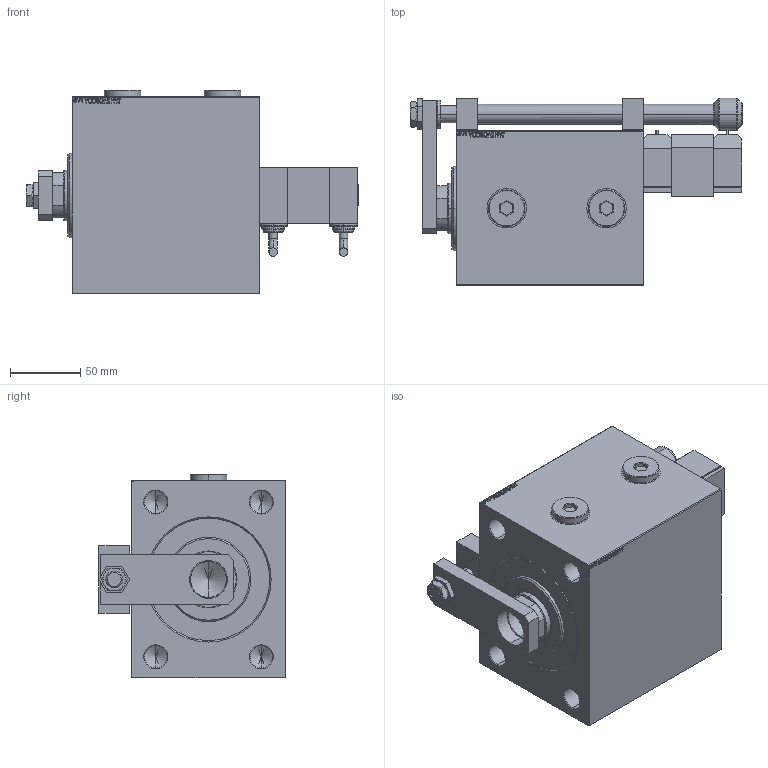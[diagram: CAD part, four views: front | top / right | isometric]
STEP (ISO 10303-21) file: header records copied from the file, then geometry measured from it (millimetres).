
FILE_DESCRIPTION (( 'STEP AP203' ), '1' );
FILE_NAME ('7119.STEP', '2025-10-08T11:09:22', ( '' ), ( '' ), 'SwSTEP 2.0', 'SolidWorks 2019', '' );
FILE_SCHEMA (( 'CONFIG_CONTROL_DESIGN' ));
Length unit declared in the file: millimetre
Products named in the file (14): KROUZEK_PRO_TYC 7e203556da0777ab362f59ad4488458b; V450CM_B_VCP 7e203556da0777ab362f59ad4488458b; V450CM_B_Body 7e203556da0777ab362f59ad4488458b; SWITCH_P_FRONT_BACK 7e203556da0777ab362f59ad4488458b; V450CM_VC_B 7e203556da0777ab362f59ad4488458b; SWITCH P 7e203556da0777ab362f59ad4488458b; 7119; MIDDLE 7e203556da0777ab362f59ad4488458b; NUT_D19_P 7e203556da0777ab362f59ad4488458b; NUT_D16 7e203556da0777ab362f59ad4488458b; ZARAZKA_P 7e203556da0777ab362f59ad4488458b; SWITCH DIM W_B 7e203556da0777ab362f59ad4488458b; TYC_P 7e203556da0777ab362f59ad4488458b; Zatka_OIL_PORT 7e203556da0777ab362f59ad4488458b
Assembly tree (16 placements, depth 2):
  7119
    V450CM_B_Body 7e203556da0777ab362f59ad4488458b
    V450CM_B_VCP 7e203556da0777ab362f59ad4488458b
    V450CM_VC_B 7e203556da0777ab362f59ad4488458b
    NUT_D16 7e203556da0777ab362f59ad4488458b
    NUT_D19_P 7e203556da0777ab362f59ad4488458b
    SWITCH DIM W_B 7e203556da0777ab362f59ad4488458b
    ZARAZKA_P 7e203556da0777ab362f59ad4488458b
    TYC_P 7e203556da0777ab362f59ad4488458b
    SWITCH_P_FRONT_BACK 7e203556da0777ab362f59ad4488458b  x2
    SWITCH P 7e203556da0777ab362f59ad4488458b  x2
    MIDDLE 7e203556da0777ab362f59ad4488458b
    KROUZEK_PRO_TYC 7e203556da0777ab362f59ad4488458b
    Zatka_OIL_PORT 7e203556da0777ab362f59ad4488458b  x2
Bounding box: 236 x 133.5 x 144.9 mm (x, y, z)
Volume: 2029496.8 mm3; surface area: 252064.7 mm2
Topology: 16 solids, 16 shells, 1163 faces, 2886 edges, 1872 vertices
Faces by surface type: plane 548, bspline 380, cylinder 130, cone 73, torus 32
Entity records: 51387 total; most frequent: CARTESIAN_POINT 26479, ORIENTED_EDGE 5360, DIRECTION 3633, EDGE_CURVE 2680, VERTEX_POINT 1752, VECTOR 1557, LINE 1557, EDGE_LOOP 1234
